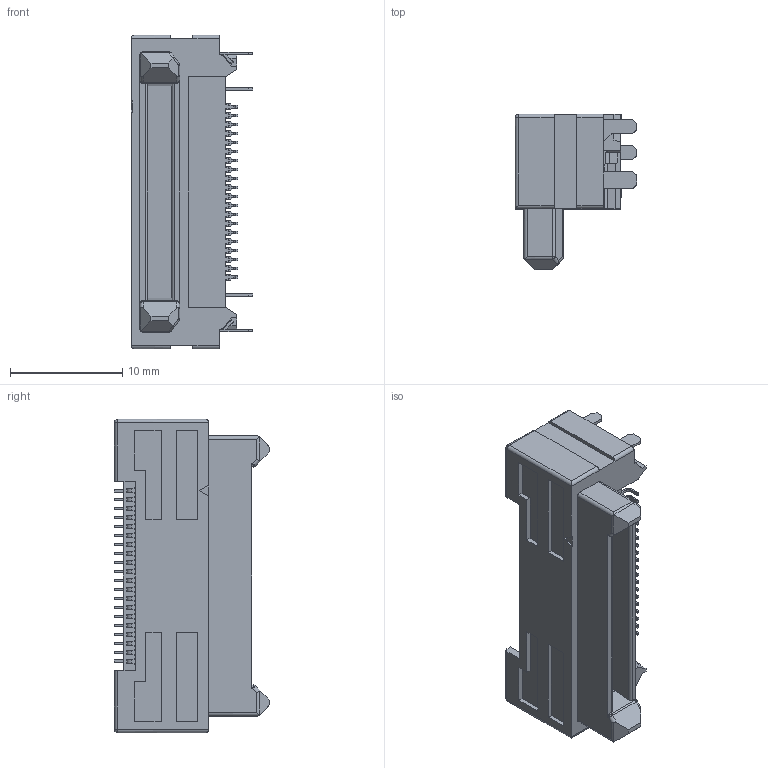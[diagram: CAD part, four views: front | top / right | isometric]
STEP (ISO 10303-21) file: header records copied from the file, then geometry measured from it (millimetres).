
FILE_DESCRIPTION(('CoCreate Modeling STEP Export'),'2;1');
FILE_NAME('FX18-40P-0.8SH.stp','2010-06-17T13:07:08',(''),(''),'CoCreate Modeling STEP processor for AP214 (Solid Model)','CoCreate Modeling 16.00B 02-Dec-2008 (C) Parametric Technology GmbH','');
FILE_SCHEMA(('AUTOMOTIVE_DESIGN { 1 0 10303 214 1 1 1 1 }'));
Length unit declared in the file: millimetre
Products named in the file (1): FX18-40P-0.8SH
Bounding box: 10.85 x 13.8 x 27.9 mm (x, y, z)
Volume: 1795.4 mm3; surface area: 1693.7 mm2
Topology: 1 solids, 1 shells, 1262 faces, 3497 edges, 2250 vertices
Faces by surface type: plane 798, cylinder 374, torus 80, sphere 10
Entity records: 39362 total; most frequent: ORIENTED_EDGE 6974, CARTESIAN_POINT 6859, DIRECTION 6629, EDGE_CURVE 3487, VECTOR 2589, LINE 2589, VERTEX_POINT 2250, AXIS2_PLACEMENT_3D 2020
